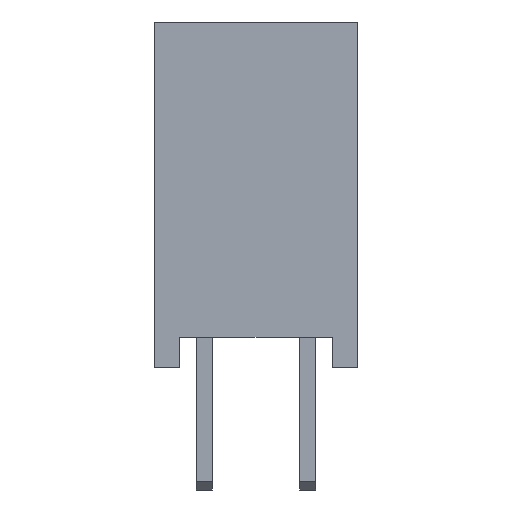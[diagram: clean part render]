
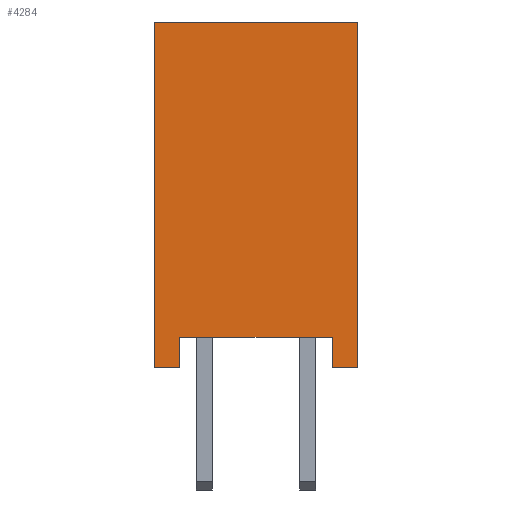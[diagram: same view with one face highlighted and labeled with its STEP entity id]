
A CAD part, front view. The second image highlights one B-rep face of the part: STEP entity #4284.
In plain terms, the highlighted planar face has unit normal (0, -1, 0).
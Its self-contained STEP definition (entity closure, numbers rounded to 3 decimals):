
#96=FACE_OUTER_BOUND('',#362,.T.);
#362=EDGE_LOOP('',(#2941,#2942,#2943,#2944,#2945,#2946,#2947,#2948));
#657=LINE('',#6057,#1257);
#681=LINE('',#6109,#1281);
#682=LINE('',#6111,#1282);
#683=LINE('',#6113,#1283);
#684=LINE('',#6115,#1284);
#685=LINE('',#6117,#1285);
#686=LINE('',#6118,#1286);
#687=LINE('',#6119,#1287);
#1257=VECTOR('',#4912,10.);
#1281=VECTOR('',#4962,10.);
#1282=VECTOR('',#4963,10.);
#1283=VECTOR('',#4964,10.);
#1284=VECTOR('',#4965,10.);
#1285=VECTOR('',#4966,10.);
#1286=VECTOR('',#4967,10.);
#1287=VECTOR('',#4968,10.);
#1836=VERTEX_POINT('',#6050);
#1839=VERTEX_POINT('',#6055);
#1853=VERTEX_POINT('',#6107);
#1854=VERTEX_POINT('',#6108);
#1855=VERTEX_POINT('',#6110);
#1856=VERTEX_POINT('',#6112);
#1857=VERTEX_POINT('',#6114);
#1858=VERTEX_POINT('',#6116);
#2241=EDGE_CURVE('',#1836,#1839,#657,.T.);
#2265=EDGE_CURVE('',#1853,#1854,#681,.T.);
#2266=EDGE_CURVE('',#1854,#1855,#682,.T.);
#2267=EDGE_CURVE('',#1855,#1856,#683,.T.);
#2268=EDGE_CURVE('',#1856,#1857,#684,.T.);
#2269=EDGE_CURVE('',#1857,#1858,#685,.T.);
#2270=EDGE_CURVE('',#1858,#1836,#686,.T.);
#2271=EDGE_CURVE('',#1839,#1853,#687,.T.);
#2941=ORIENTED_EDGE('',*,*,#2265,.T.);
#2942=ORIENTED_EDGE('',*,*,#2266,.T.);
#2943=ORIENTED_EDGE('',*,*,#2267,.T.);
#2944=ORIENTED_EDGE('',*,*,#2268,.T.);
#2945=ORIENTED_EDGE('',*,*,#2269,.T.);
#2946=ORIENTED_EDGE('',*,*,#2270,.T.);
#2947=ORIENTED_EDGE('',*,*,#2241,.T.);
#2948=ORIENTED_EDGE('',*,*,#2271,.T.);
#4020=PLANE('',#4579);
#4284=ADVANCED_FACE('',(#96),#4020,.T.);
#4579=AXIS2_PLACEMENT_3D('',#6106,#4960,#4961);
#4912=DIRECTION('',(-1.,0.,0.));
#4960=DIRECTION('center_axis',(0.,-1.,0.));
#4961=DIRECTION('ref_axis',(0.,0.,-1.));
#4962=DIRECTION('',(1.,0.,0.));
#4963=DIRECTION('',(0.,0.,1.));
#4964=DIRECTION('',(1.,0.,0.));
#4965=DIRECTION('',(0.,0.,-1.));
#4966=DIRECTION('',(1.,0.,0.));
#4967=DIRECTION('',(0.,0.,1.));
#4968=DIRECTION('',(0.,0.,-1.));
#6050=CARTESIAN_POINT('',(2.5,-7.62,8.5));
#6055=CARTESIAN_POINT('',(-2.5,-7.62,8.5));
#6057=CARTESIAN_POINT('',(-2.5,-7.62,8.5));
#6106=CARTESIAN_POINT('Origin',(0.,-7.62,4.25));
#6107=CARTESIAN_POINT('',(-2.5,-7.62,0.));
#6108=CARTESIAN_POINT('',(-1.875,-7.62,0.));
#6109=CARTESIAN_POINT('',(-1.875,-7.62,0.));
#6110=CARTESIAN_POINT('',(-1.875,-7.62,0.75));
#6111=CARTESIAN_POINT('',(-1.875,-7.62,0.));
#6112=CARTESIAN_POINT('',(1.875,-7.62,0.75));
#6113=CARTESIAN_POINT('',(-1.875,-7.62,0.75));
#6114=CARTESIAN_POINT('',(1.875,-7.62,0.));
#6115=CARTESIAN_POINT('',(1.875,-7.62,0.));
#6116=CARTESIAN_POINT('',(2.5,-7.62,0.));
#6117=CARTESIAN_POINT('',(1.875,-7.62,0.));
#6118=CARTESIAN_POINT('',(2.5,-7.62,8.5));
#6119=CARTESIAN_POINT('',(-2.5,-7.62,0.));
